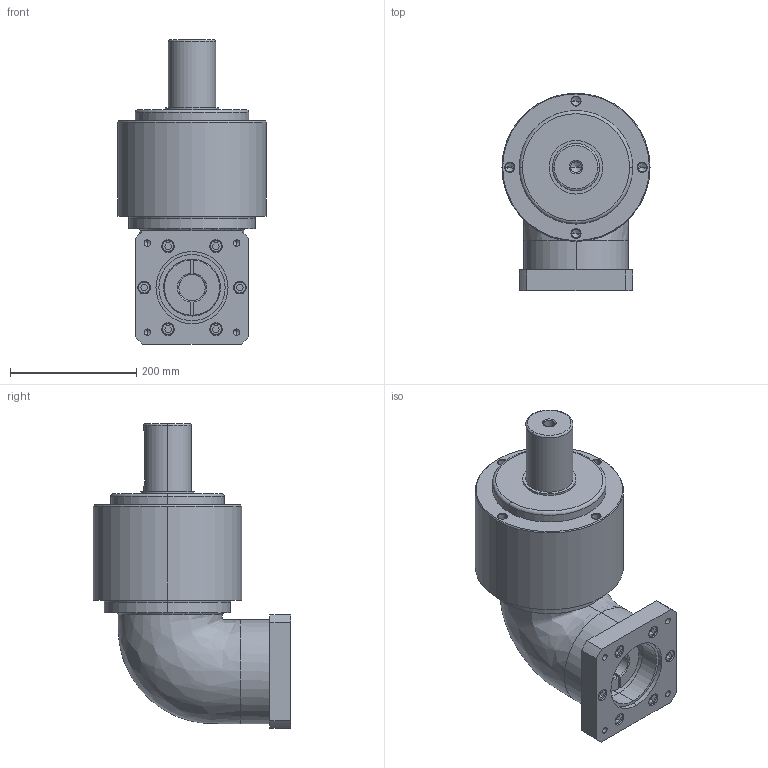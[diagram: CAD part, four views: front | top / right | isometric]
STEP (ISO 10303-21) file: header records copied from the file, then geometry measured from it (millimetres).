
FILE_DESCRIPTION (( 'STEP AP203' ), '1' );
FILE_NAME ('EVL235-L1-42-114.3-200.STEP', '2022-06-27T08:54:31', ( 'PC' ), ( 'Microsoft' ), 'SwSTEP 2.0', 'SolidWorks 2016', '' );
FILE_SCHEMA (( 'CONFIG_CONTROL_DESIGN' ));
Length unit declared in the file: millimetre
Products named in the file (1): EVL235-L1-42-114.3-200
Bounding box: 235 x 312.8 x 483.3 mm (x, y, z)
Volume: 13279518.7 mm3; surface area: 477416.4 mm2
Topology: 1 solids, 1 shells, 208 faces, 481 edges, 295 vertices
Faces by surface type: plane 81, cylinder 71, cone 34, torus 18, bspline 4
Entity records: 7862 total; most frequent: CARTESIAN_POINT 3030, DIRECTION 1051, ORIENTED_EDGE 926, EDGE_CURVE 463, AXIS2_PLACEMENT_3D 404, VERTEX_POINT 295, EDGE_LOOP 246, VECTOR 243
